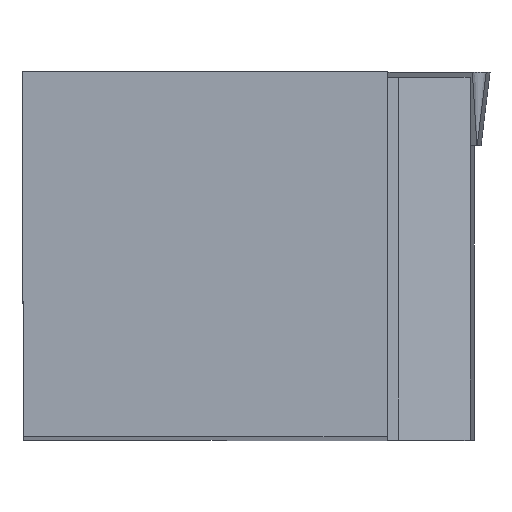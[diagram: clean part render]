
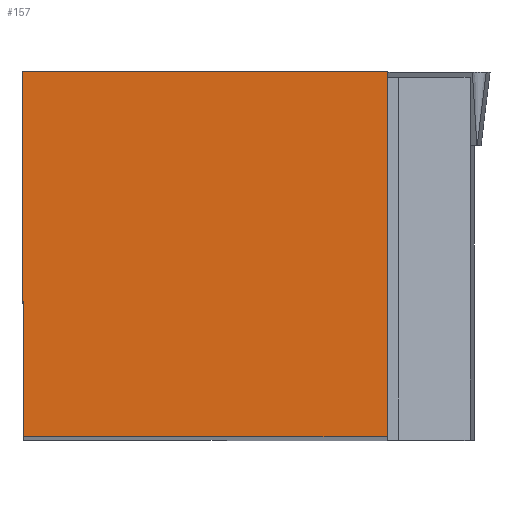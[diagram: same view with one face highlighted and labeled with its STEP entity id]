
A CAD part, top view. The second image highlights one B-rep face of the part: STEP entity #157.
In plain terms, the highlighted planar face has unit normal (0, 0, 1).
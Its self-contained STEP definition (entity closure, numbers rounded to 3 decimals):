
#126=FACE_OUTER_BOUND('',#358,.T.);
#157=ADVANCED_FACE('BLANK_BOXF006',(#126),#183,.F.);
#183=PLANE('',#778);
#203=LINE('',#1064,#260);
#219=LINE('',#1096,#276);
#229=LINE('',#1117,#286);
#232=LINE('',#1122,#289);
#260=VECTOR('',#867,1.);
#276=VECTOR('',#887,1.);
#286=VECTOR('',#903,1.);
#289=VECTOR('',#908,1.);
#358=EDGE_LOOP('',(#490,#491,#492,#493));
#490=ORIENTED_EDGE('',*,*,#633,.T.);
#491=ORIENTED_EDGE('',*,*,#630,.T.);
#492=ORIENTED_EDGE('',*,*,#603,.T.);
#493=ORIENTED_EDGE('',*,*,#619,.T.);
#543=VERTEX_POINT('',#1063);
#544=VERTEX_POINT('',#1065);
#557=VERTEX_POINT('',#1095);
#566=VERTEX_POINT('',#1118);
#603=EDGE_CURVE('',#544,#543,#203,.T.);
#619=EDGE_CURVE('',#543,#557,#219,.T.);
#630=EDGE_CURVE('',#566,#544,#229,.T.);
#633=EDGE_CURVE('',#557,#566,#232,.T.);
#778=AXIS2_PLACEMENT_3D('',#1187,#941,#942);
#867=DIRECTION('',(0.004,-1.,0.));
#887=DIRECTION('',(1.,0.,0.));
#903=DIRECTION('',(-1.,0.,0.));
#908=DIRECTION('',(0.,1.,0.));
#941=DIRECTION('',(0.,0.,-1.));
#942=DIRECTION('',(1.,0.,0.));
#1063=CARTESIAN_POINT('',(0.069,0.,0.));
#1064=CARTESIAN_POINT('',(-0.421,112.349,0.));
#1065=CARTESIAN_POINT('',(0.,15.875,0.));
#1095=CARTESIAN_POINT('',(15.875,0.,0.));
#1096=CARTESIAN_POINT('',(-112.35,0.,0.));
#1117=CARTESIAN_POINT('',(112.35,15.875,0.));
#1118=CARTESIAN_POINT('',(15.875,15.875,0.));
#1122=CARTESIAN_POINT('',(15.875,-112.35,0.));
#1187=CARTESIAN_POINT('',(31.35,-5.,0.));
